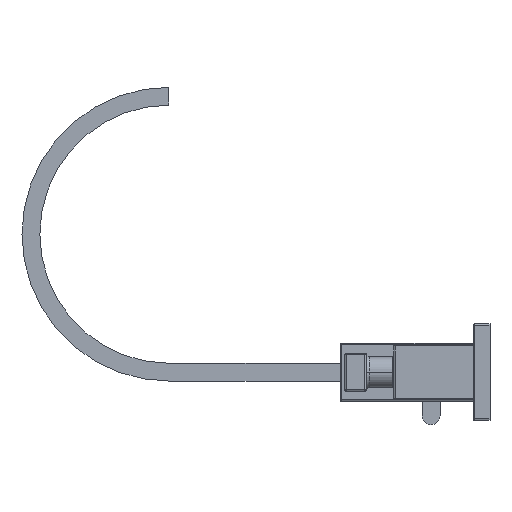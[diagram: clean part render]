
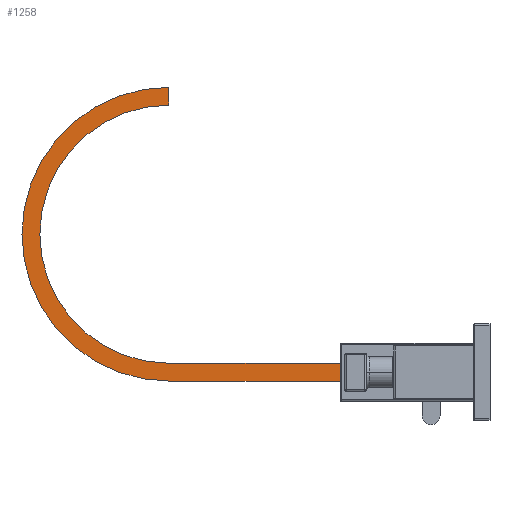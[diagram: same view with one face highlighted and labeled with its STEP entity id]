
A CAD part, left-side view. The second image highlights one B-rep face of the part: STEP entity #1258.
In plain terms, the highlighted planar face has unit normal (-1, 0, 0).
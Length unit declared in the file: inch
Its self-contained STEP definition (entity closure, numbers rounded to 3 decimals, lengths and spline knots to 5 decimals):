
#322=DIRECTION('',(0.,0.,-1.));
#323=VECTOR('',#322,0.375);
#324=CARTESIAN_POINT('',(-0.625,0.48,0.1875));
#325=LINE('',#324,#323);
#377=DIRECTION('',(0.,1.,0.));
#378=VECTOR('',#377,3.6);
#379=CARTESIAN_POINT('',(-0.625,0.48,0.1875));
#380=LINE('',#379,#378);
#381=DIRECTION('',(0.,1.,0.));
#382=VECTOR('',#381,3.6);
#383=CARTESIAN_POINT('',(-0.625,0.48,-0.1875));
#384=LINE('',#383,#382);
#385=CARTESIAN_POINT('',(-0.625,4.08,2.9));
#386=DIRECTION('',(1.,0.,0.));
#387=DIRECTION('',(0.,0.,-1.));
#388=AXIS2_PLACEMENT_3D('',#385,#386,#387);
#411=DIRECTION('',(0.,0.,-1.));
#412=VECTOR('',#411,0.375);
#413=CARTESIAN_POINT('',(-0.625,4.08,5.9875));
#414=LINE('',#413,#412);
#419=CARTESIAN_POINT('',(-0.625,4.08,2.9));
#420=DIRECTION('',(1.,0.,0.));
#421=DIRECTION('',(0.,0.,-1.));
#422=AXIS2_PLACEMENT_3D('',#419,#420,#421);
#565=CARTESIAN_POINT('',(-0.625,4.08,-0.1875));
#567=VERTEX_POINT('',#565);
#568=CARTESIAN_POINT('',(-0.625,4.08,0.1875));
#570=VERTEX_POINT('',#568);
#573=CARTESIAN_POINT('',(-0.625,4.08,5.9875));
#575=VERTEX_POINT('',#573);
#576=CARTESIAN_POINT('',(-0.625,4.08,5.6125));
#577=VERTEX_POINT('',#576);
#581=CARTESIAN_POINT('',(-0.625,0.48,-0.1875));
#583=VERTEX_POINT('',#581);
#584=CARTESIAN_POINT('',(-0.625,0.48,0.1875));
#585=VERTEX_POINT('',#584);
#1242=CARTESIAN_POINT('',(-0.625,0.,-0.1875));
#1243=DIRECTION('',(-1.,0.,0.));
#1244=DIRECTION('',(0.,0.,1.));
#1245=AXIS2_PLACEMENT_3D('',#1242,#1243,#1244);
#1246=PLANE('',#1245);
#1247=ORIENTED_EDGE('',*,*,#1137,.T.);
#1248=ORIENTED_EDGE('',*,*,#1205,.T.);
#1250=ORIENTED_EDGE('',*,*,#1249,.T.);
#1252=ORIENTED_EDGE('',*,*,#1251,.T.);
#1254=ORIENTED_EDGE('',*,*,#1253,.F.);
#1255=ORIENTED_EDGE('',*,*,#1234,.F.);
#1256=EDGE_LOOP('',(#1247,#1248,#1250,#1252,#1254,#1255));
#1257=FACE_OUTER_BOUND('',#1256,.F.);
#1258=ADVANCED_FACE('',(#1257),#1246,.T.);
#389=CIRCLE('',#388,3.0875);
#423=CIRCLE('',#422,2.7125);
#1137=EDGE_CURVE('',#585,#583,#325,.T.);
#1205=EDGE_CURVE('',#583,#567,#384,.T.);
#1234=EDGE_CURVE('',#585,#570,#380,.T.);
#1249=EDGE_CURVE('',#567,#575,#389,.T.);
#1251=EDGE_CURVE('',#575,#577,#414,.T.);
#1253=EDGE_CURVE('',#570,#577,#423,.T.);
